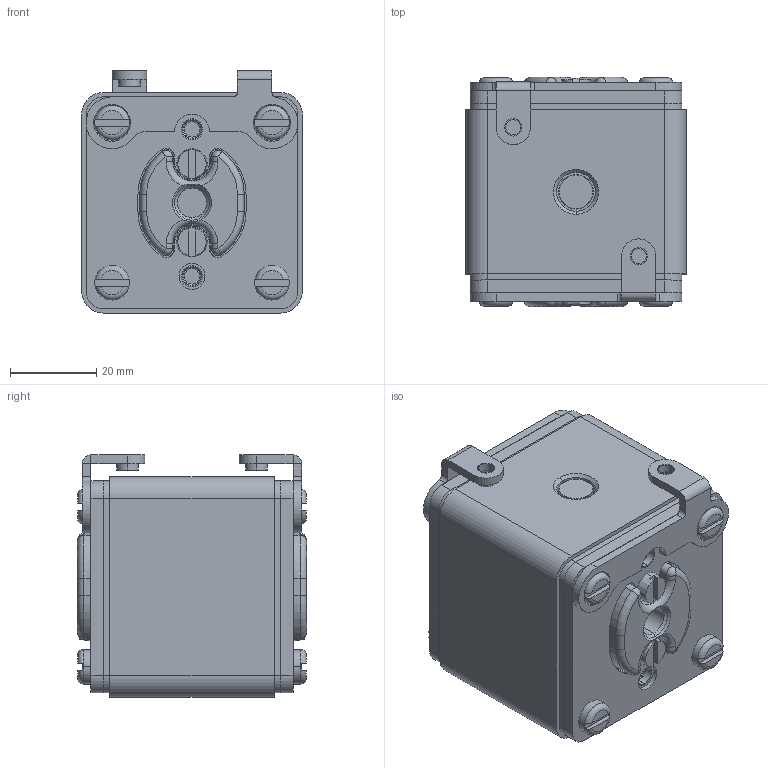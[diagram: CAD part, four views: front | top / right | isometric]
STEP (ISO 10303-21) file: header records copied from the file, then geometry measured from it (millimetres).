
FILE_DESCRIPTION((''),'2;1');
FILE_NAME('004373613_ASM','2021-11-25T',('said.beganovic'),('Audax d.o.o.'),'CREO PARAMETRIC BY PTC INC, 2017020','CREO PARAMETRIC BY PTC INC, 2017020','');
FILE_SCHEMA(('AUTOMOTIVE_DESIGN { 1 0 10303 214 1 1 1 1 }'));
Length unit declared in the file: millimetre
Products named in the file (10): 0000030083; 0000066410; 0000056218; 0000030062; 0000011599; 0000069692; 0000037876; 0000015360; 0000037877; 004373613_ASM
Assembly tree (26 placements, depth 2):
  004373613_ASM
    0000030083
    0000066410  x2
    0000056218  x2
    0000030062  x2
    0000011599  x4
    0000069692  x2
    0000037876  x4
    0000015360  x8
    0000037877
Bounding box: 51 x 53 x 56 mm (x, y, z)
Volume: 131051.7 mm3; surface area: 46971.1 mm2
Topology: 28 solids, 50 shells, 939 faces, 2244 edges, 1402 vertices
Faces by surface type: cylinder 422, plane 277, torus 120, cone 88, bspline 24, sphere 8
Entity records: 24515 total; most frequent: CARTESIAN_POINT 4925, DIRECTION 2404, ORIENTED_EDGE 2068, PRESENTATION_STYLE_ASSIGNMENT 1510, STYLED_ITEM 1459, CURVE_STYLE 1062, EDGE_CURVE 1062, AXIS2_PLACEMENT_3D 977
